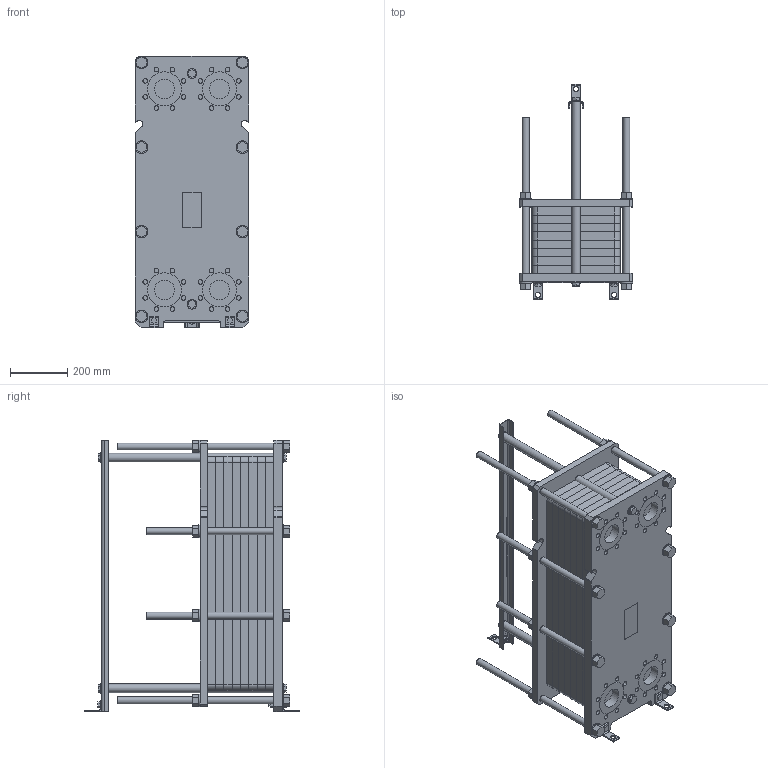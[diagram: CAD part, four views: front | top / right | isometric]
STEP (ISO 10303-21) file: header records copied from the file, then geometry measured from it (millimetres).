
FILE_DESCRIPTION(/* description */ (''),/* implementation_level */ '2;1');
FILE_NAME(/* name */ '3d_RLG-19-80-P16-8125200.stp',/* time_stamp */ '2020-07-27T08:31:25+02:00',/* author */ ('Andrzej'),/* organization */ (''),/* preprocessor_version */ 'ST-DEVELOPER v16.13',/* originating_system */ 'AutoCAD Mechanical',/* authorisation */ '');
FILE_SCHEMA (('AUTOMOTIVE_DESIGN { 1 0 10303 214 3 1 1 }'));
Length unit declared in the file: millimetre
Products named in the file (1): Product
Bounding box: 395 x 750 x 946 mm (x, y, z)
Volume: 80637990.4 mm3; surface area: 6830742.6 mm2
Topology: 10 solids, 10 shells, 495 faces, 1882 edges, 2096 vertices
Faces by surface type: plane 347, cylinder 148
Full cylindrical faces by diameter (mm): 12 x3, 16 x32, 18 x3, 24 x19, 30 x4, 34 x4, 44 x16, 69 x4, 118.8 x4
Entity records: 19863 total; most frequent: CARTESIAN_POINT 4365, DIRECTION 3401, ORIENTED_EDGE 2286, LINE 1157, VECTOR 1157, EDGE_CURVE 1143, AXIS2_PLACEMENT_3D 1122, VERTEX_POINT 806
